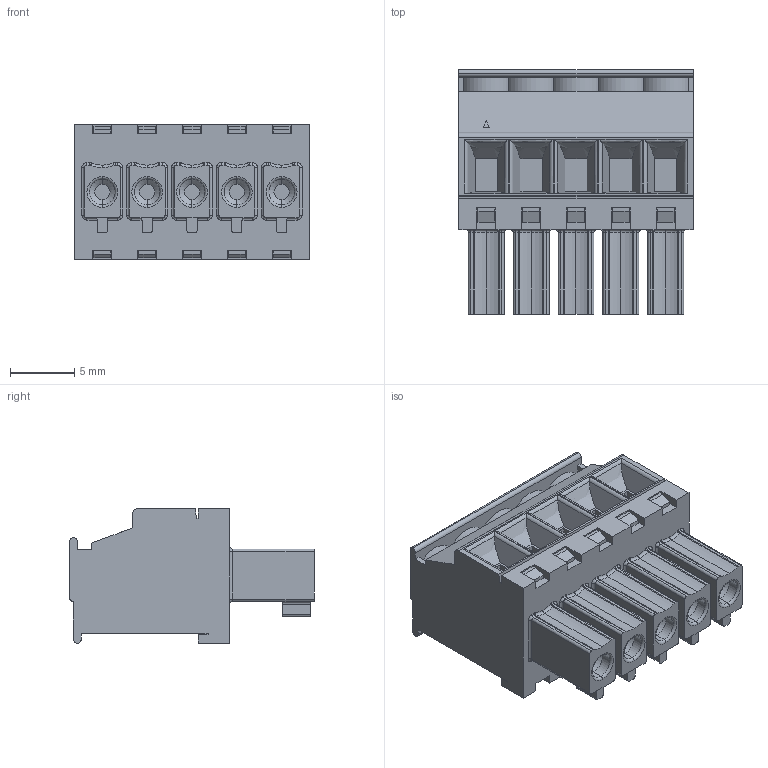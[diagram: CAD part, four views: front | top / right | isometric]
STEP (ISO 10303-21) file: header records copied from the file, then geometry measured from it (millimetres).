
FILE_DESCRIPTION (( 'STEP AP214' ), '1' );
FILE_NAME ('15EDGKB-3.5-05P-14-00AH.STEP', '2021-01-29T20:32:29', ( '' ), ( '' ), 'SwSTEP 2.0', 'SolidWorks 2020', '' );
FILE_SCHEMA (( 'AUTOMOTIVE_DESIGN' ));
Length unit declared in the file: millimetre
Products named in the file (1): 15EDGKB-3.5-05P-14-00AH
Bounding box: 18.3 x 19.1 x 10.5 mm (x, y, z)
Volume: 2106.7 mm3; surface area: 2336.6 mm2
Topology: 1 solids, 1 shells, 866 faces, 2273 edges, 1462 vertices
Faces by surface type: plane 456, cylinder 165, bspline 140, torus 85, cone 20
Entity records: 38419 total; most frequent: CARTESIAN_POINT 13095, ORIENTED_EDGE 4546, DIRECTION 3822, EDGE_CURVE 2273, VERTEX_POINT 1462, LINE 1458, VECTOR 1458, AXIS2_PLACEMENT_3D 1182
